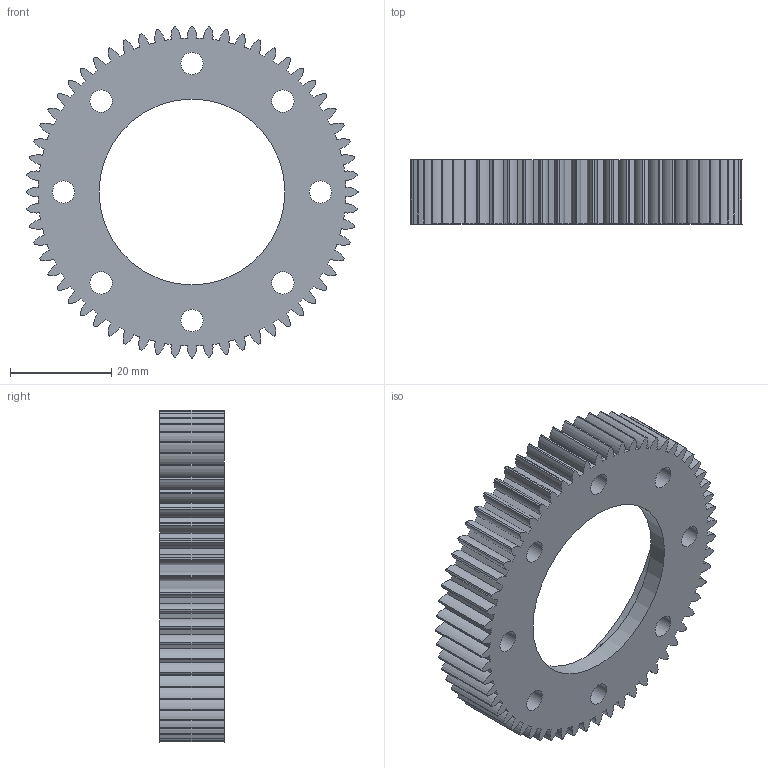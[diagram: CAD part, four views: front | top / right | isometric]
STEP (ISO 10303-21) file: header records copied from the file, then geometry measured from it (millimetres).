
FILE_DESCRIPTION(/* description */ (''),/* implementation_level */ '2;1');
FILE_NAME(/* name */ '2.6'''' diameter Turntable Bearing\276-1810-006_ANY.ipt.step',/* time_stamp */ '2020-04-16T22:54:06-04:00',/* author */ ('Jordan'),/* organization */ (''),/* preprocessor_version */ 'ST-DEVELOPER v17',/* originating_system */ 'Autodesk Inventor 2019',/* authorisation */ '');
FILE_SCHEMA (('AUTOMOTIVE_DESIGN { 1 0 10303 214 3 1 1 }','PROCESS_PLANNING_SCHEMA'));
Length unit declared in the file: inch
Products named in the file (1): 276-1810-006_ANY
Bounding box: 65.62 x 12.7 x 65.62 mm (x, y, z)
Volume: 10836.9 mm3; surface area: 13760 mm2
Topology: 1 solids, 1 shells, 462 faces, 1404 edges, 950 vertices
Faces by surface type: cylinder 348, plane 92, cone 18, torus 4
Full cylindrical faces by diameter (mm): 2.2 x4, 2.3 x4, 4.4 x8
Entity records: 16347 total; most frequent: DIRECTION 3156, CARTESIAN_POINT 2817, ORIENTED_EDGE 2808, EDGE_CURVE 1404, AXIS2_PLACEMENT_3D 1289, VERTEX_POINT 950, CIRCLE 818, LINE 578
